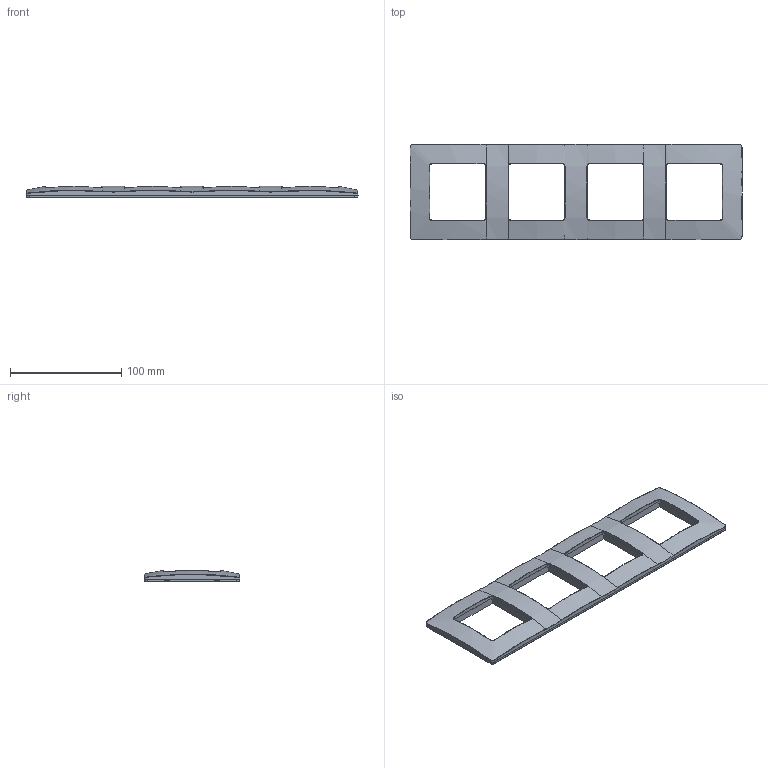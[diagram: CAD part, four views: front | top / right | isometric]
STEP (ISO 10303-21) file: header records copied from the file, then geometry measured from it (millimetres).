
FILE_DESCRIPTION (( 'STEP AP203' ), '1' );
FILE_NAME ('Ramka_4p.STEP', '2025-06-25T20:45:59', ( '' ), ( '' ), 'SwSTEP 2.0', 'SolidWorks 2022', '' );
FILE_SCHEMA (( 'CONFIG_CONTROL_DESIGN' ));
Length unit declared in the file: millimetre
Products named in the file (1): Ramka_4p
Bounding box: 299 x 86 x 10.11 mm (x, y, z)
Surface area: 53431.8 mm2 (no closed solid volume)
Topology: 0 solids, 9 shells, 2710 faces, 7898 edges, 5222 vertices
Faces by surface type: plane 2471, bspline 157, cylinder 70, cone 8, torus 4
Entity records: 110312 total; most frequent: CARTESIAN_POINT 55048, ORIENTED_EDGE 15793, EDGE_CURVE 7898, B_SPLINE_CURVE_WITH_KNOTS 7793, VERTEX_POINT 5222, DIRECTION 5110, EDGE_LOOP 2739, ADVANCED_FACE 2710
